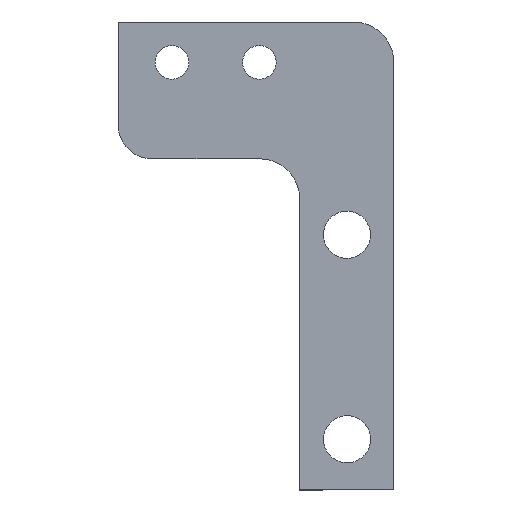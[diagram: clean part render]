
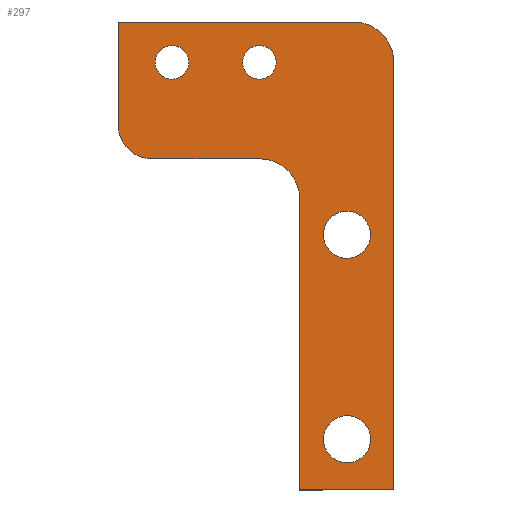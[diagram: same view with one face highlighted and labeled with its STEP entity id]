
A CAD part, left-side view. The second image highlights one B-rep face of the part: STEP entity #297.
In plain terms, the highlighted planar face has unit normal (-1, 0, 0).
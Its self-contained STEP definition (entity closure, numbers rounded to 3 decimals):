
#19=FACE_BOUND('',#65,.T.);
#20=FACE_BOUND('',#66,.T.);
#21=FACE_BOUND('',#67,.T.);
#22=FACE_BOUND('',#68,.T.);
#30=PLANE('',#340);
#45=FACE_OUTER_BOUND('',#64,.T.);
#64=EDGE_LOOP('',(#263,#264,#265,#266,#267,#268,#269,#270,#271));
#65=EDGE_LOOP('',(#272));
#66=EDGE_LOOP('',(#273));
#67=EDGE_LOOP('',(#274));
#68=EDGE_LOOP('',(#275));
#73=LINE('',#441,#98);
#81=LINE('',#471,#106);
#84=LINE('',#480,#109);
#90=LINE('',#500,#115);
#92=LINE('',#503,#117);
#93=LINE('',#505,#118);
#98=VECTOR('',#355,10.);
#106=VECTOR('',#383,10.);
#109=VECTOR('',#392,10.);
#115=VECTOR('',#416,10.);
#117=VECTOR('',#420,10.);
#118=VECTOR('',#423,10.);
#119=CIRCLE('',#313,2.5);
#127=CIRCLE('',#324,3.);
#128=CIRCLE('',#327,3.);
#129=CIRCLE('',#330,1.75);
#130=CIRCLE('',#332,1.25);
#131=CIRCLE('',#334,1.75);
#132=CIRCLE('',#336,1.25);
#133=VERTEX_POINT('',#428);
#134=VERTEX_POINT('',#429);
#138=VERTEX_POINT('',#439);
#149=VERTEX_POINT('',#465);
#150=VERTEX_POINT('',#469);
#151=VERTEX_POINT('',#473);
#152=VERTEX_POINT('',#474);
#153=VERTEX_POINT('',#479);
#154=VERTEX_POINT('',#483);
#155=VERTEX_POINT('',#487);
#156=VERTEX_POINT('',#491);
#157=VERTEX_POINT('',#495);
#158=VERTEX_POINT('',#499);
#159=EDGE_CURVE('',#133,#134,#119,.T.);
#165=EDGE_CURVE('',#133,#138,#73,.T.);
#178=EDGE_CURVE('',#149,#138,#127,.T.);
#180=EDGE_CURVE('',#149,#150,#81,.T.);
#181=EDGE_CURVE('',#151,#152,#128,.T.);
#184=EDGE_CURVE('',#153,#152,#84,.T.);
#186=EDGE_CURVE('',#154,#154,#129,.T.);
#188=EDGE_CURVE('',#155,#155,#130,.T.);
#190=EDGE_CURVE('',#156,#156,#131,.T.);
#192=EDGE_CURVE('',#157,#157,#132,.T.);
#194=EDGE_CURVE('',#158,#134,#90,.T.);
#196=EDGE_CURVE('',#151,#158,#92,.T.);
#197=EDGE_CURVE('',#150,#153,#93,.T.);
#263=ORIENTED_EDGE('',*,*,#159,.F.);
#264=ORIENTED_EDGE('',*,*,#165,.T.);
#265=ORIENTED_EDGE('',*,*,#178,.F.);
#266=ORIENTED_EDGE('',*,*,#180,.T.);
#267=ORIENTED_EDGE('',*,*,#197,.T.);
#268=ORIENTED_EDGE('',*,*,#184,.T.);
#269=ORIENTED_EDGE('',*,*,#181,.F.);
#270=ORIENTED_EDGE('',*,*,#196,.T.);
#271=ORIENTED_EDGE('',*,*,#194,.T.);
#272=ORIENTED_EDGE('',*,*,#192,.T.);
#273=ORIENTED_EDGE('',*,*,#190,.T.);
#274=ORIENTED_EDGE('',*,*,#188,.T.);
#275=ORIENTED_EDGE('',*,*,#186,.T.);
#297=ADVANCED_FACE('',(#45,#19,#20,#21,#22),#30,.T.);
#313=AXIS2_PLACEMENT_3D('',#430,#345,#346);
#324=AXIS2_PLACEMENT_3D('',#467,#378,#379);
#327=AXIS2_PLACEMENT_3D('',#475,#386,#387);
#330=AXIS2_PLACEMENT_3D('',#484,#396,#397);
#332=AXIS2_PLACEMENT_3D('',#488,#401,#402);
#334=AXIS2_PLACEMENT_3D('',#492,#406,#407);
#336=AXIS2_PLACEMENT_3D('',#496,#411,#412);
#340=AXIS2_PLACEMENT_3D('',#506,#424,#425);
#345=DIRECTION('center_axis',(1.,0.,0.));
#346=DIRECTION('ref_axis',(0.,0.707,-0.707));
#355=DIRECTION('',(0.,-1.,0.));
#378=DIRECTION('center_axis',(-1.,0.,0.));
#379=DIRECTION('ref_axis',(0.,-0.707,0.707));
#383=DIRECTION('',(0.,0.,-1.));
#386=DIRECTION('center_axis',(1.,0.,0.));
#387=DIRECTION('ref_axis',(0.,-0.707,0.707));
#392=DIRECTION('',(0.,0.,1.));
#396=DIRECTION('center_axis',(1.,0.,0.));
#397=DIRECTION('ref_axis',(0.,0.,-1.));
#401=DIRECTION('center_axis',(1.,0.,0.));
#402=DIRECTION('ref_axis',(0.,0.,-1.));
#406=DIRECTION('center_axis',(1.,0.,0.));
#407=DIRECTION('ref_axis',(0.,0.,-1.));
#411=DIRECTION('center_axis',(1.,0.,0.));
#412=DIRECTION('ref_axis',(0.,0.,-1.));
#416=DIRECTION('',(0.,0.,-1.));
#420=DIRECTION('',(0.,1.,0.));
#423=DIRECTION('',(0.,-1.,0.));
#424=DIRECTION('center_axis',(-1.,0.,0.));
#425=DIRECTION('ref_axis',(0.,0.,1.));
#428=CARTESIAN_POINT('',(3.798,3.,17.835));
#429=CARTESIAN_POINT('',(3.798,5.5,20.335));
#430=CARTESIAN_POINT('Origin',(3.798,3.,20.335));
#439=CARTESIAN_POINT('',(3.798,-5.,17.835));
#441=CARTESIAN_POINT('',(3.798,-8.,17.835));
#465=CARTESIAN_POINT('',(3.798,-8.,14.835));
#467=CARTESIAN_POINT('Origin',(3.798,-5.,14.835));
#469=CARTESIAN_POINT('',(3.798,-8.,-6.787));
#471=CARTESIAN_POINT('',(3.798,-8.,-6.787));
#473=CARTESIAN_POINT('',(3.798,-12.,28.));
#474=CARTESIAN_POINT('',(3.798,-15.,25.));
#475=CARTESIAN_POINT('Origin',(3.798,-12.,25.));
#479=CARTESIAN_POINT('',(3.798,-15.,-6.787));
#480=CARTESIAN_POINT('',(3.798,-15.,17.835));
#483=CARTESIAN_POINT('',(3.798,-11.512,13.934));
#484=CARTESIAN_POINT('Origin',(3.798,-11.512,12.184));
#487=CARTESIAN_POINT('',(3.798,-5.,26.25));
#488=CARTESIAN_POINT('Origin',(3.798,-5.,25.));
#491=CARTESIAN_POINT('',(3.798,-11.519,-1.265));
#492=CARTESIAN_POINT('Origin',(3.798,-11.519,-3.015));
#495=CARTESIAN_POINT('',(3.798,1.5,26.25));
#496=CARTESIAN_POINT('Origin',(3.798,1.5,25.));
#499=CARTESIAN_POINT('',(3.798,5.5,28.));
#500=CARTESIAN_POINT('',(3.798,5.5,17.835));
#503=CARTESIAN_POINT('',(3.798,-8.,28.));
#505=CARTESIAN_POINT('',(3.798,-15.,-6.787));
#506=CARTESIAN_POINT('Origin',(3.798,-4.75,10.606));
